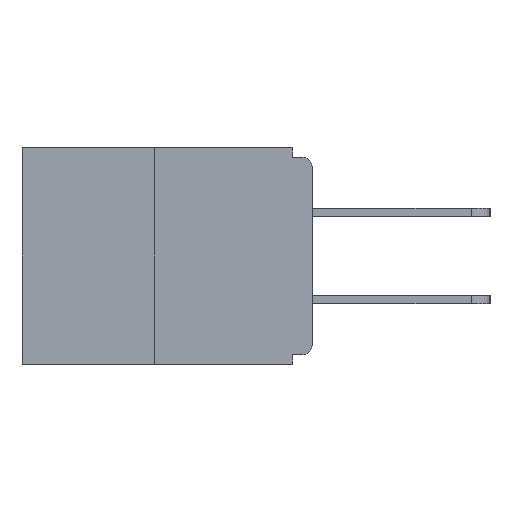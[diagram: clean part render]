
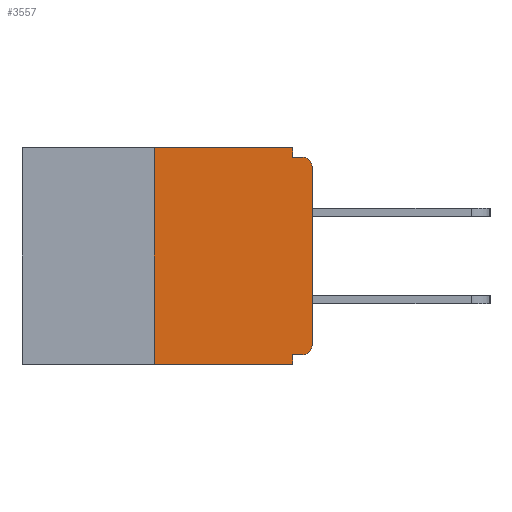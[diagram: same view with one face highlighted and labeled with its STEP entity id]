
A CAD part, left-side view. The second image highlights one B-rep face of the part: STEP entity #3557.
In plain terms, the highlighted planar face has unit normal (-1, 0, 0).
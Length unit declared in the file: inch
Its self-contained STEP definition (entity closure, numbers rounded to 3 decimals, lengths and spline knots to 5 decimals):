
#14 = DIRECTION ( 'NONE',  ( 0., 0., 1. ) ) ;
#59 = CARTESIAN_POINT ( 'NONE',  ( 0., 0.25, -0.343 ) ) ;
#126 = ORIENTED_EDGE ( 'NONE', *, *, #12108, .F. ) ;
#206 = VECTOR ( 'NONE', #10696, 39.37008 ) ;
#359 = ORIENTED_EDGE ( 'NONE', *, *, #6673, .F. ) ;
#448 = DIRECTION ( 'NONE',  ( 0., -1., 0. ) ) ;
#541 = DIRECTION ( 'NONE',  ( 0., 0., -1. ) ) ;
#615 = FACE_OUTER_BOUND ( 'NONE', #6557, .T. ) ;
#756 = DIRECTION ( 'NONE',  ( 0., 1., 0. ) ) ;
#858 = VERTEX_POINT ( 'NONE', #10817 ) ;
#1555 = PLANE ( 'NONE',  #7288 ) ;
#1621 = CARTESIAN_POINT ( 'NONE',  ( 0., 0.031, -0.343 ) ) ;
#1681 = CARTESIAN_POINT ( 'NONE',  ( 0., 0., -0.015 ) ) ;
#1828 = CARTESIAN_POINT ( 'NONE',  ( 0., 0., -0.328 ) ) ;
#2094 = CARTESIAN_POINT ( 'NONE',  ( 0., 0.25, 0. ) ) ;
#2204 = CARTESIAN_POINT ( 'NONE',  ( 0., 0., 0. ) ) ;
#2372 = CIRCLE ( 'NONE', #5572, 0.015 ) ;
#2456 = VERTEX_POINT ( 'NONE', #4483 ) ;
#2515 = VECTOR ( 'NONE', #448, 39.37008 ) ;
#3123 = VERTEX_POINT ( 'NONE', #7900 ) ;
#3210 = DIRECTION ( 'NONE',  ( 0., 0., 1. ) ) ;
#3557 = ADVANCED_FACE ( 'NONE', ( #615 ), #1555, .F. ) ;
#3626 = EDGE_CURVE ( 'NONE', #12512, #2456, #6606, .T. ) ;
#3810 = VECTOR ( 'NONE', #541, 39.37008 ) ;
#3920 = DIRECTION ( 'NONE',  ( 0., 0., -1. ) ) ;
#3937 = EDGE_CURVE ( 'NONE', #9966, #3123, #2372, .T. ) ;
#4181 = LINE ( 'NONE', #2094, #11576 ) ;
#4483 = CARTESIAN_POINT ( 'NONE',  ( 0., 0.031, -0.343 ) ) ;
#4531 = AXIS2_PLACEMENT_3D ( 'NONE', #10035, #4933, #11593 ) ;
#4609 = VECTOR ( 'NONE', #756, 39.37008 ) ;
#4639 = LINE ( 'NONE', #1681, #8545 ) ;
#4933 = DIRECTION ( 'NONE',  ( -1., 0., 0. ) ) ;
#5174 = VERTEX_POINT ( 'NONE', #11623 ) ;
#5274 = VERTEX_POINT ( 'NONE', #6865 ) ;
#5322 = CARTESIAN_POINT ( 'NONE',  ( 0., 0.015, -0.03 ) ) ;
#5572 = AXIS2_PLACEMENT_3D ( 'NONE', #5322, #9427, #11485 ) ;
#6187 = EDGE_CURVE ( 'NONE', #10634, #8675, #10336, .T. ) ;
#6557 = EDGE_LOOP ( 'NONE', ( #126, #359, #6914, #13251, #12243, #8104, #7115, #12874, #8384, #10253 ) ) ;
#6606 = LINE ( 'NONE', #11824, #206 ) ;
#6673 = EDGE_CURVE ( 'NONE', #12512, #858, #4181, .T. ) ;
#6865 = CARTESIAN_POINT ( 'NONE',  ( 0., 0.031, -0.015 ) ) ;
#6914 = ORIENTED_EDGE ( 'NONE', *, *, #3626, .T. ) ;
#7115 = ORIENTED_EDGE ( 'NONE', *, *, #12408, .T. ) ;
#7288 = AXIS2_PLACEMENT_3D ( 'NONE', #7610, #7553, #8631 ) ;
#7553 = DIRECTION ( 'NONE',  ( 1., 0., 0. ) ) ;
#7610 = CARTESIAN_POINT ( 'NONE',  ( 0., 0.46, 0. ) ) ;
#7642 = LINE ( 'NONE', #11716, #2515 ) ;
#7900 = CARTESIAN_POINT ( 'NONE',  ( 0., 0.015, -0.015 ) ) ;
#8104 = ORIENTED_EDGE ( 'NONE', *, *, #6187, .T. ) ;
#8384 = ORIENTED_EDGE ( 'NONE', *, *, #11343, .F. ) ;
#8545 = VECTOR ( 'NONE', #12820, 39.37008 ) ;
#8631 = DIRECTION ( 'NONE',  ( 0., 0., -1. ) ) ;
#8664 = CARTESIAN_POINT ( 'NONE',  ( 0., 0., -0.313 ) ) ;
#8675 = VERTEX_POINT ( 'NONE', #8664 ) ;
#8754 = CARTESIAN_POINT ( 'NONE',  ( 0., 0.031, 0. ) ) ;
#9222 = CARTESIAN_POINT ( 'NONE',  ( 0., 0., -0.03 ) ) ;
#9334 = EDGE_CURVE ( 'NONE', #10634, #5174, #12026, .T. ) ;
#9427 = DIRECTION ( 'NONE',  ( -1., 0., 0. ) ) ;
#9546 = CARTESIAN_POINT ( 'NONE',  ( 0., 0.031, 0. ) ) ;
#9751 = LINE ( 'NONE', #8754, #3810 ) ;
#9784 = CARTESIAN_POINT ( 'NONE',  ( 0., 0.015, -0.328 ) ) ;
#9966 = VERTEX_POINT ( 'NONE', #9222 ) ;
#10035 = CARTESIAN_POINT ( 'NONE',  ( 0., 0.015, -0.313 ) ) ;
#10051 = VECTOR ( 'NONE', #3920, 39.37008 ) ;
#10253 = ORIENTED_EDGE ( 'NONE', *, *, #11339, .F. ) ;
#10336 = CIRCLE ( 'NONE', #4531, 0.015 ) ;
#10634 = VERTEX_POINT ( 'NONE', #9784 ) ;
#10667 = VECTOR ( 'NONE', #3210, 39.37008 ) ;
#10696 = DIRECTION ( 'NONE',  ( 0., -1., 0. ) ) ;
#10817 = CARTESIAN_POINT ( 'NONE',  ( 0., 0.25, 0. ) ) ;
#10828 = LINE ( 'NONE', #1621, #10051 ) ;
#11339 = EDGE_CURVE ( 'NONE', #11484, #5274, #9751, .T. ) ;
#11343 = EDGE_CURVE ( 'NONE', #5274, #3123, #4639, .T. ) ;
#11396 = LINE ( 'NONE', #2204, #10667 ) ;
#11484 = VERTEX_POINT ( 'NONE', #9546 ) ;
#11485 = DIRECTION ( 'NONE',  ( 0., 0., -1. ) ) ;
#11576 = VECTOR ( 'NONE', #14, 39.37008 ) ;
#11593 = DIRECTION ( 'NONE',  ( 0., 0., -1. ) ) ;
#11623 = CARTESIAN_POINT ( 'NONE',  ( 0., 0.031, -0.328 ) ) ;
#11716 = CARTESIAN_POINT ( 'NONE',  ( 0., 0.46, 0. ) ) ;
#11824 = CARTESIAN_POINT ( 'NONE',  ( 0., 0.46, -0.343 ) ) ;
#12026 = LINE ( 'NONE', #1828, #4609 ) ;
#12108 = EDGE_CURVE ( 'NONE', #858, #11484, #7642, .T. ) ;
#12243 = ORIENTED_EDGE ( 'NONE', *, *, #9334, .F. ) ;
#12408 = EDGE_CURVE ( 'NONE', #8675, #9966, #11396, .T. ) ;
#12512 = VERTEX_POINT ( 'NONE', #59 ) ;
#12820 = DIRECTION ( 'NONE',  ( 0., -1., 0. ) ) ;
#12874 = ORIENTED_EDGE ( 'NONE', *, *, #3937, .T. ) ;
#13106 = EDGE_CURVE ( 'NONE', #5174, #2456, #10828, .T. ) ;
#13251 = ORIENTED_EDGE ( 'NONE', *, *, #13106, .F. ) ;
